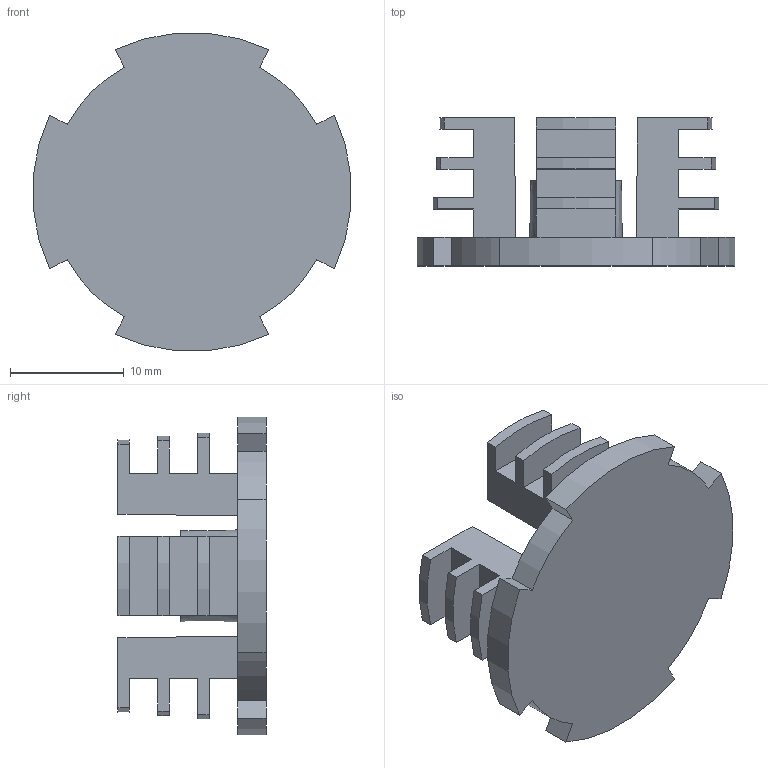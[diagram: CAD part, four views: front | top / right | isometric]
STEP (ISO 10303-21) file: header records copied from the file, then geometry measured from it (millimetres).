
FILE_DESCRIPTION(/* description */ (''),/* implementation_level */ '2;1');
FILE_NAME(/* name */ '60D-286-0.stp',/* time_stamp */ '2022-07-21T11:08:54-04:00',/* author */ ('aorselli'),/* organization */ (''),/* preprocessor_version */ 'ST-DEVELOPER v18.1',/* originating_system */ 'AutoCAD Mechanical',/* authorisation */ '');
FILE_SCHEMA (('AUTOMOTIVE_DESIGN { 1 0 10303 214 3 1 1 }'));
Length unit declared in the file: millimetre
Products named in the file (1): 60D-286-0
Bounding box: 27.88 x 13 x 27.88 mm (x, y, z)
Volume: 2733.5 mm3; surface area: 3095.7 mm2
Topology: 1 solids, 1 shells, 84 faces, 228 edges, 152 vertices
Faces by surface type: plane 56, cylinder 20, cone 8
Entity records: 2680 total; most frequent: CARTESIAN_POINT 489, ORIENTED_EDGE 456, DIRECTION 446, EDGE_CURVE 228, LINE 164, VECTOR 164, VERTEX_POINT 152, AXIS2_PLACEMENT_3D 141
